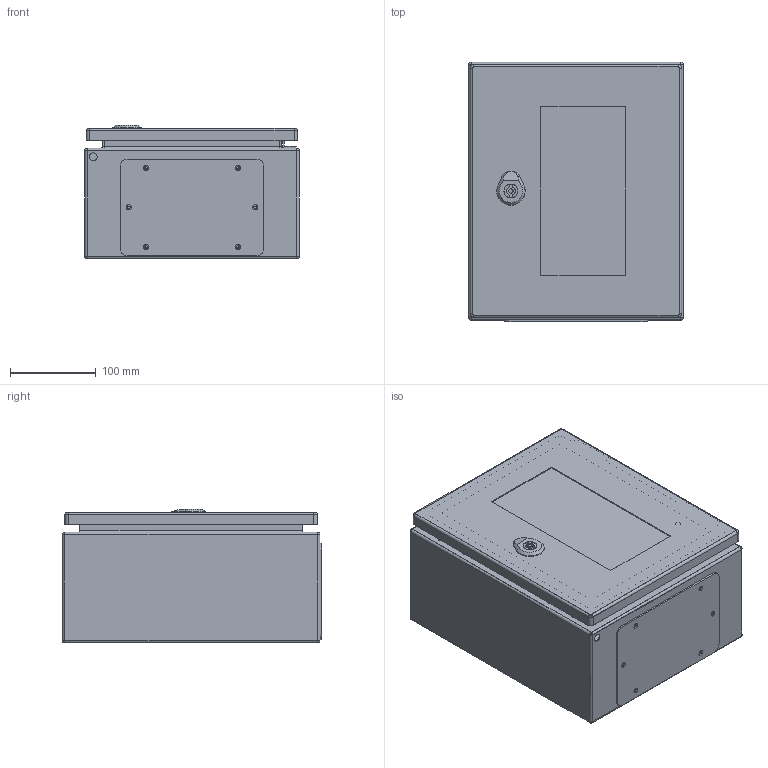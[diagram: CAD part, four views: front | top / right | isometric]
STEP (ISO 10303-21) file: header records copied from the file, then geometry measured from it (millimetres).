
FILE_DESCRIPTION(/* description */ (''),/* implementation_level */ '2;1');
FILE_NAME(/* name */ 'GNT302515',/* time_stamp */ '2025-04-29T13:11:57+02:00',/* author */ (''),/* organization */ (''),/* preprocessor_version */ 'ST-DEVELOPER v19.4',/* originating_system */ 'SIEMENS PLM Software NX2212.8101',/* authorisation */ '');
FILE_SCHEMA (('AP203_CONFIGURATION_CONTROLLED_3D_DESIGN_OF_MECHANICAL_PARTS_AND_ASSEMBLIES_MIM_LF { 1 0 10303 403 2 1 2}'));
Length unit declared in the file: millimetre
Products named in the file (8): 501.P020.04-01-CRISTAL PUERTA ARG 300x250; 501.P019.1004-01-Puerta_300x250; 501.P004-01-CIERRE 1 PUNTO; 501.P006.1004-01-PLACA DE MONTAJE_300x250; 501.P003.1002-01-TAPA PASACABLES LISA; 501.P001.1004-01-FONDO 300x250x150; 501.C019.1004-01-PUERTA TRANSPARENTE 300x250_NX-ARRAGMNTCOMPLETA; 501.C020.1004-01-GNT302515
Assembly tree (7 placements, depth 3):
  501.C020.1004-01-GNT302515
    501.P001.1004-01-FONDO 300x250x150
    501.P003.1002-01-TAPA PASACABLES LISA
    501.P006.1004-01-PLACA DE MONTAJE_300x250
    501.C019.1004-01-PUERTA TRANSPARENTE 300x250_NX-ARRAGMNTCOMPLETA
      501.P004-01-CIERRE 1 PUNTO
      501.P019.1004-01-Puerta_300x250
      501.P020.04-01-CRISTAL PUERTA ARG 300x250
Bounding box: 250 x 302 x 155.9 mm (x, y, z)
Volume: 751415.6 mm3; surface area: 855388.8 mm2
Topology: 9 solids, 9 shells, 443 faces, 1139 edges, 713 vertices
Faces by surface type: plane 211, cylinder 175, bspline 24, sphere 20, torus 8, cone 5
Full cylindrical faces by diameter (mm): 3 x14, 5 x1, 6 x7, 8 x5, 9 x5, 10 x1, 16 x2, 16.25 x1, 19.3 x1
Entity records: 14805 total; most frequent: CARTESIAN_POINT 2837, DIRECTION 2298, ORIENTED_EDGE 2138, EDGE_CURVE 1069, AXIS2_PLACEMENT_3D 843, VERTEX_POINT 693, LINE 612, VECTOR 612
